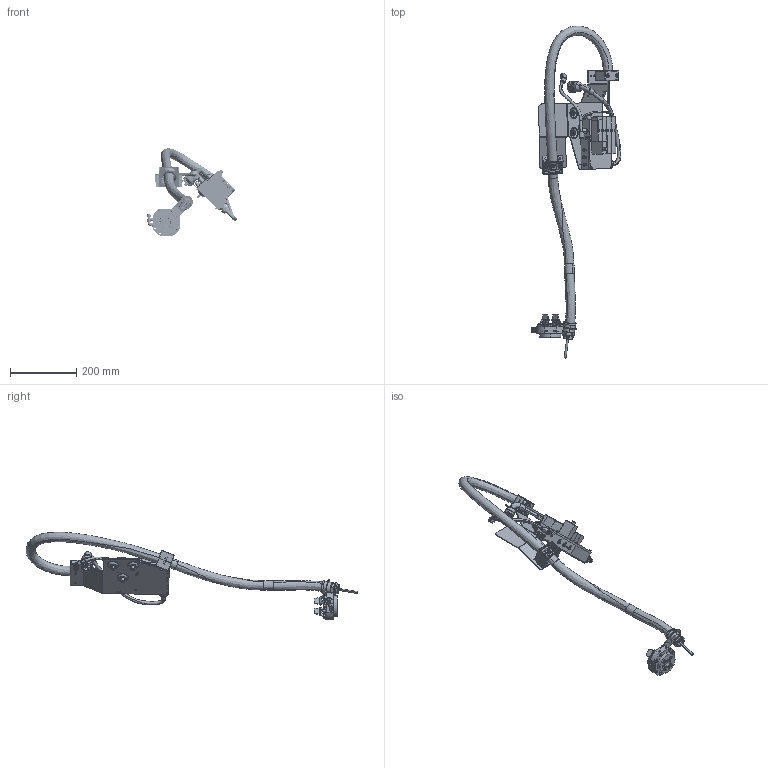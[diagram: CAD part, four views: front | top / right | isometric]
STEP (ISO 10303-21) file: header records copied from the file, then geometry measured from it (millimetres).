
FILE_DESCRIPTION (( 'STEP AP203' ), '1' );
FILE_NAME ('TS102-203.STEP', '2020-08-12T09:22:58', ( '' ), ( '' ), 'SwSTEP 2.0', 'SolidWorks 2019', '' );
FILE_SCHEMA (( 'CONFIG_CONTROL_DESIGN' ));
Products named in the file (1): TS102-203
Bounding box: 271.61 x 1002.06 x 264.18 mm (x, y, z)
Volume: 1588147.7 mm3; surface area: 690602.7 mm2
Topology: 107 solids, 109 shells, 4153 faces, 9947 edges, 6285 vertices
Faces by surface type: plane 1540, cylinder 1374, bspline 595, cone 360, torus 248, sphere 36
Entity records: 161992 total; most frequent: CARTESIAN_POINT 67166, ORIENTED_EDGE 19754, DIRECTION 19267, EDGE_CURVE 9877, AXIS2_PLACEMENT_3D 7302, VERTEX_POINT 6285, EDGE_LOOP 4754, LINE 4663
